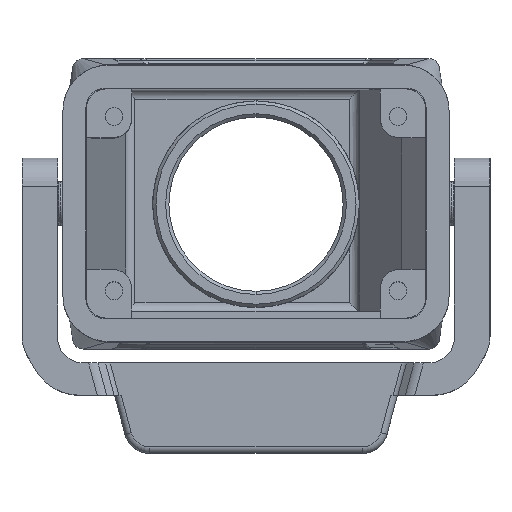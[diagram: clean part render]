
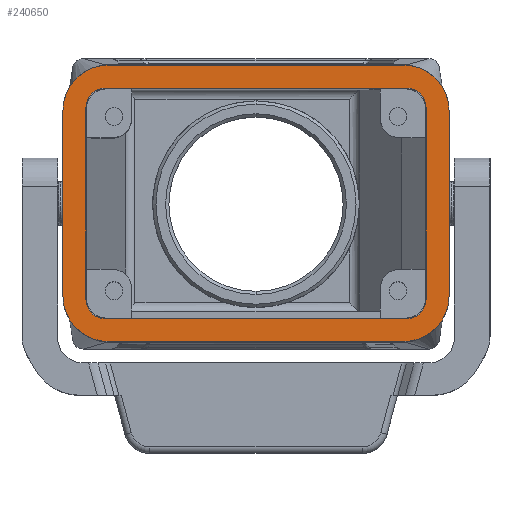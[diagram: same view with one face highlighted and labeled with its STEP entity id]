
A CAD part, top view. The second image highlights one B-rep face of the part: STEP entity #240650.
In plain terms, the highlighted face is planar.
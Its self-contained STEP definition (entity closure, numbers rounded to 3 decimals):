
#1530=CARTESIAN_POINT('',(64.224,73.66,-4.95));
#1540=DIRECTION('',(0.,0.,1.));
#1550=DIRECTION('',(1.,0.,0.));
#1560=AXIS2_PLACEMENT_3D('',#1530,#1540,#1550);
#1570=CIRCLE('',#1560,3.);
#1580=CARTESIAN_POINT('',(67.224,73.66,-4.95));
#1590=VERTEX_POINT('',#1580);
#1600=CARTESIAN_POINT('',(64.224,76.66,-4.95));
#1610=VERTEX_POINT('',#1600);
#1620=EDGE_CURVE('',#1590,#1610,#1570,.T.);
#29370=CARTESIAN_POINT('',(67.224,26.96,-4.95));
#29380=VERTEX_POINT('',#29370);
#29410=CARTESIAN_POINT('',(67.224,50.274,
-4.95));
#29420=DIRECTION('',(0.,1.,0.));
#29430=VECTOR('',#29420,1.);
#29440=LINE('',#29410,#29430);
#29450=EDGE_CURVE('',#29380,#1590,#29440,.T.);
#47940=CARTESIAN_POINT('',(34.524,26.96,-4.95));
#47950=DIRECTION('',(0.,0.,-1.));
#47960=DIRECTION('',(-1.,0.,0.));
#47970=AXIS2_PLACEMENT_3D('',#47940,#47950,#47960);
#47980=CIRCLE('',#47970,3.);
#47990=CARTESIAN_POINT('',(34.524,23.96,-4.95));
#48000=VERTEX_POINT('',#47990);
#48010=CARTESIAN_POINT('',(31.524,26.96,-4.95));
#48020=VERTEX_POINT('',#48010);
#48030=EDGE_CURVE('',#48000,#48020,#47980,.T.);
#55540=CARTESIAN_POINT('',(34.974,80.21,
-4.95));
#55550=VERTEX_POINT('',#55540);
#55580=CARTESIAN_POINT('',(70.874,80.21,
-4.95));
#55590=DIRECTION('',(-1.,0.,0.));
#55600=VECTOR('',#55590,1.);
#55610=LINE('',#55580,#55600);
#55620=CARTESIAN_POINT('',(63.774,80.21,
-4.95));
#55630=VERTEX_POINT('',#55620);
#55640=EDGE_CURVE('',#55630,#55550,#55610,.T.);
#138480=CARTESIAN_POINT('',(68.874,76.66,-4.95));
#138490=DIRECTION('',(-1.,0.,0.));
#138500=VECTOR('',#138490,1.);
#138510=LINE('',#138480,#138500);
#138520=CARTESIAN_POINT('',(34.524,76.66,-4.95));
#138530=VERTEX_POINT('',#138520);
#138540=EDGE_CURVE('',#1610,#138530,#138510,.T.);
#196080=CARTESIAN_POINT('',(68.874,23.96,-4.95));
#196090=DIRECTION('',(1.,0.,0.));
#196100=VECTOR('',#196090,1.);
#196110=LINE('',#196080,#196100);
#196120=CARTESIAN_POINT('',(64.224,23.96,-4.95));
#196130=VERTEX_POINT('',#196120);
#196140=EDGE_CURVE('',#48000,#196130,#196110,.T.);
#196910=CARTESIAN_POINT('',(64.224,26.96,-4.95));
#196920=DIRECTION('',(0.,0.,1.));
#196930=DIRECTION('',(1.,0.,0.));
#196940=AXIS2_PLACEMENT_3D('',#196910,#196920,#196930);
#196950=CIRCLE('',#196940,3.);
#196960=EDGE_CURVE('',#196130,#29380,#196950,.T.);
#211340=CARTESIAN_POINT('',(31.524,73.66,-4.95));
#211350=VERTEX_POINT('',#211340);
#211380=CARTESIAN_POINT('',(31.524,50.274,
-4.95));
#211390=DIRECTION('',(0.,1.,0.));
#211400=VECTOR('',#211390,1.);
#211410=LINE('',#211380,#211400);
#211420=EDGE_CURVE('',#48020,#211350,#211410,.T.);
#213680=CARTESIAN_POINT('',(34.524,73.66,-4.95));
#213690=DIRECTION('',(0.,0.,-1.));
#213700=DIRECTION('',(-1.,0.,0.));
#213710=AXIS2_PLACEMENT_3D('',#213680,#213690,#213700);
#213720=CIRCLE('',#213710,3.);
#213730=EDGE_CURVE('',#211350,#138530,#213720,.T.);
#237920=CARTESIAN_POINT('',(63.774,20.41,
-4.95));
#237930=VERTEX_POINT('',#237920);
#237960=CARTESIAN_POINT('',(27.974,20.41,
-4.95));
#237970=DIRECTION('',(1.,0.,0.));
#237980=VECTOR('',#237970,1.);
#237990=LINE('',#237960,#237980);
#238000=CARTESIAN_POINT('',(34.974,20.41,
-4.95));
#238010=VERTEX_POINT('',#238000);
#238020=EDGE_CURVE('',#238010,#237930,#237990,.T.);
#238450=CARTESIAN_POINT('',(34.974,27.41,
-4.95));
#238460=DIRECTION('',(0.,0.,-1.));
#238470=DIRECTION('',(-1.,0.,0.));
#238480=AXIS2_PLACEMENT_3D('',#238450,#238460,#238470);
#238490=CIRCLE('',#238480,7.);
#238500=CARTESIAN_POINT('',(27.974,27.41,
-4.95));
#238510=VERTEX_POINT('',#238500);
#238520=EDGE_CURVE('',#238010,#238510,#238490,.T.);
#238800=CARTESIAN_POINT('',(27.974,80.174,
-4.95));
#238810=DIRECTION('',(0.,-1.,0.));
#238820=VECTOR('',#238810,1.);
#238830=LINE('',#238800,#238820);
#238840=CARTESIAN_POINT('',(27.974,73.21,
-4.95));
#238850=VERTEX_POINT('',#238840);
#238860=EDGE_CURVE('',#238850,#238510,#238830,.T.);
#239090=CARTESIAN_POINT('',(34.974,73.21,
-4.95));
#239100=DIRECTION('',(0.,0.,-1.));
#239110=DIRECTION('',(-1.,0.,0.));
#239120=AXIS2_PLACEMENT_3D('',#239090,#239100,#239110);
#239130=CIRCLE('',#239120,7.);
#239140=EDGE_CURVE('',#238850,#55550,#239130,.T.);
#239550=CARTESIAN_POINT('',(63.774,73.21,
-4.95));
#239560=DIRECTION('',(0.,0.,-1.));
#239570=DIRECTION('',(-1.,0.,0.));
#239580=AXIS2_PLACEMENT_3D('',#239550,#239560,#239570);
#239590=CIRCLE('',#239580,7.);
#239600=CARTESIAN_POINT('',(70.774,73.21,
-4.95));
#239610=VERTEX_POINT('',#239600);
#239620=EDGE_CURVE('',#55630,#239610,#239590,.T.);
#239900=CARTESIAN_POINT('',(70.774,20.374,
-4.95));
#239910=DIRECTION('',(0.,1.,0.));
#239920=VECTOR('',#239910,1.);
#239930=LINE('',#239900,#239920);
#239940=CARTESIAN_POINT('',(70.774,27.41,
-4.95));
#239950=VERTEX_POINT('',#239940);
#239960=EDGE_CURVE('',#239950,#239610,#239930,.T.);
#240190=CARTESIAN_POINT('',(63.774,27.41,
-4.95));
#240200=DIRECTION('',(0.,0.,-1.));
#240210=DIRECTION('',(-1.,0.,0.));
#240220=AXIS2_PLACEMENT_3D('',#240190,#240200,#240210);
#240230=CIRCLE('',#240220,7.);
#240240=EDGE_CURVE('',#239950,#237930,#240230,.T.);
#240400=CARTESIAN_POINT('',(68.874,50.274,
-4.95));
#240410=DIRECTION('',(0.,0.,1.));
#240420=DIRECTION('',(1.,0.,0.));
#240430=AXIS2_PLACEMENT_3D('',#240400,#240410,#240420);
#240440=PLANE('',#240430);
#240450=ORIENTED_EDGE('',*,*,#213730,.F.);
#240460=ORIENTED_EDGE('',*,*,#138540,.T.);
#240470=ORIENTED_EDGE('',*,*,#1620,.T.);
#240480=ORIENTED_EDGE('',*,*,#29450,.T.);
#240490=ORIENTED_EDGE('',*,*,#196960,.T.);
#240500=ORIENTED_EDGE('',*,*,#196140,.T.);
#240510=ORIENTED_EDGE('',*,*,#48030,.F.);
#240520=ORIENTED_EDGE('',*,*,#211420,.F.);
#240530=EDGE_LOOP('',(#240520,#240510,#240500,#240490,#240480,#240470,
#240460,#240450));
#240540=FACE_BOUND('',#240530,.T.);
#240550=ORIENTED_EDGE('',*,*,#238520,.T.);
#240560=ORIENTED_EDGE('',*,*,#238020,.F.);
#240570=ORIENTED_EDGE('',*,*,#240240,.T.);
#240580=ORIENTED_EDGE('',*,*,#239960,.F.);
#240590=ORIENTED_EDGE('',*,*,#239620,.T.);
#240600=ORIENTED_EDGE('',*,*,#55640,.F.);
#240610=ORIENTED_EDGE('',*,*,#239140,.T.);
#240620=ORIENTED_EDGE('',*,*,#238860,.F.);
#240630=EDGE_LOOP('',(#240620,#240610,#240600,#240590,#240580,#240570,
#240560,#240550));
#240640=FACE_OUTER_BOUND('',#240630,.T.);
#240650=ADVANCED_FACE('',(#240540,#240640),#240440,.F.);
